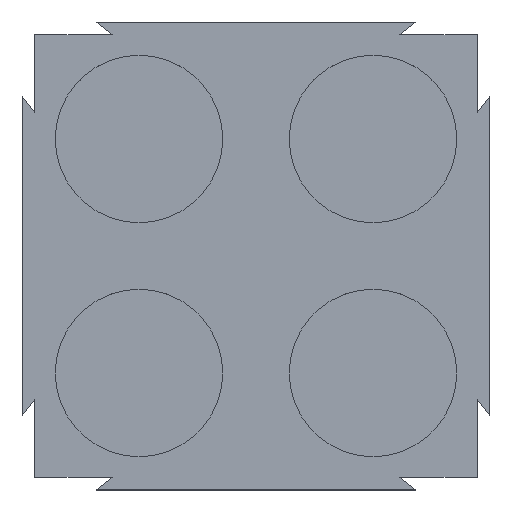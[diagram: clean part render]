
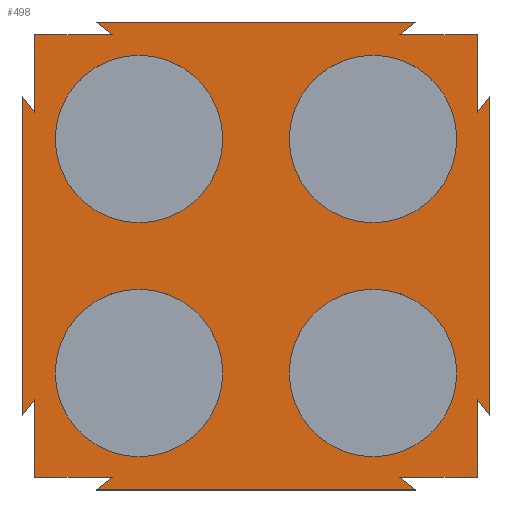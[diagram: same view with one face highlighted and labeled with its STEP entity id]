
A CAD part, top view. The second image highlights one B-rep face of the part: STEP entity #498.
In plain terms, the highlighted planar face has unit normal (0, 0, 1).
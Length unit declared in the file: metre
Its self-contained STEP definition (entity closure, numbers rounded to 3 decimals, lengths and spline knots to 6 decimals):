
#16=LINE('',#723,#76);
#17=LINE('',#726,#77);
#18=LINE('',#728,#78);
#19=LINE('',#730,#79);
#20=LINE('',#732,#80);
#21=LINE('',#734,#81);
#22=LINE('',#736,#82);
#23=LINE('',#738,#83);
#24=LINE('',#740,#84);
#25=LINE('',#742,#85);
#26=LINE('',#744,#86);
#27=LINE('',#746,#87);
#28=LINE('',#748,#88);
#29=LINE('',#750,#89);
#30=LINE('',#752,#90);
#31=LINE('',#754,#91);
#32=LINE('',#756,#92);
#33=LINE('',#758,#93);
#34=LINE('',#760,#94);
#35=LINE('',#762,#95);
#76=VECTOR('',#587,1.);
#77=VECTOR('',#588,1.);
#78=VECTOR('',#589,1.);
#79=VECTOR('',#590,1.);
#80=VECTOR('',#591,1.);
#81=VECTOR('',#592,1.);
#82=VECTOR('',#593,1.);
#83=VECTOR('',#594,1.);
#84=VECTOR('',#595,1.);
#85=VECTOR('',#596,1.);
#86=VECTOR('',#597,1.);
#87=VECTOR('',#598,1.);
#88=VECTOR('',#599,1.);
#89=VECTOR('',#600,1.);
#90=VECTOR('',#601,1.);
#91=VECTOR('',#602,1.);
#92=VECTOR('',#603,1.);
#93=VECTOR('',#604,1.);
#94=VECTOR('',#605,1.);
#95=VECTOR('',#606,1.);
#136=ORIENTED_EDGE('',*,*,#272,.T.);
#137=ORIENTED_EDGE('',*,*,#273,.F.);
#138=ORIENTED_EDGE('',*,*,#274,.F.);
#139=ORIENTED_EDGE('',*,*,#275,.F.);
#140=ORIENTED_EDGE('',*,*,#276,.T.);
#141=ORIENTED_EDGE('',*,*,#277,.F.);
#142=ORIENTED_EDGE('',*,*,#278,.T.);
#143=ORIENTED_EDGE('',*,*,#279,.F.);
#144=ORIENTED_EDGE('',*,*,#280,.F.);
#145=ORIENTED_EDGE('',*,*,#281,.F.);
#146=ORIENTED_EDGE('',*,*,#282,.F.);
#147=ORIENTED_EDGE('',*,*,#283,.T.);
#148=ORIENTED_EDGE('',*,*,#284,.F.);
#149=ORIENTED_EDGE('',*,*,#285,.F.);
#150=ORIENTED_EDGE('',*,*,#286,.F.);
#151=ORIENTED_EDGE('',*,*,#287,.T.);
#152=ORIENTED_EDGE('',*,*,#288,.T.);
#153=ORIENTED_EDGE('',*,*,#289,.F.);
#154=ORIENTED_EDGE('',*,*,#290,.F.);
#155=ORIENTED_EDGE('',*,*,#291,.T.);
#156=ORIENTED_EDGE('',*,*,#292,.T.);
#157=ORIENTED_EDGE('',*,*,#293,.T.);
#158=ORIENTED_EDGE('',*,*,#294,.F.);
#159=ORIENTED_EDGE('',*,*,#295,.T.);
#272=EDGE_CURVE('',#340,#340,#388,.T.);
#273=EDGE_CURVE('',#341,#341,#389,.T.);
#274=EDGE_CURVE('',#342,#343,#16,.T.);
#275=EDGE_CURVE('',#344,#342,#17,.F.);
#276=EDGE_CURVE('',#344,#345,#18,.F.);
#277=EDGE_CURVE('',#346,#345,#19,.F.);
#278=EDGE_CURVE('',#346,#347,#20,.F.);
#279=EDGE_CURVE('',#348,#347,#21,.F.);
#280=EDGE_CURVE('',#349,#348,#22,.F.);
#281=EDGE_CURVE('',#350,#349,#23,.F.);
#282=EDGE_CURVE('',#351,#350,#24,.F.);
#283=EDGE_CURVE('',#351,#352,#25,.F.);
#284=EDGE_CURVE('',#353,#352,#26,.F.);
#285=EDGE_CURVE('',#354,#353,#27,.F.);
#286=EDGE_CURVE('',#355,#354,#28,.F.);
#287=EDGE_CURVE('',#355,#356,#29,.F.);
#288=EDGE_CURVE('',#356,#357,#30,.F.);
#289=EDGE_CURVE('',#358,#357,#31,.T.);
#290=EDGE_CURVE('',#359,#358,#32,.F.);
#291=EDGE_CURVE('',#359,#360,#33,.F.);
#292=EDGE_CURVE('',#360,#361,#34,.F.);
#293=EDGE_CURVE('',#361,#343,#35,.F.);
#294=EDGE_CURVE('',#362,#362,#390,.T.);
#295=EDGE_CURVE('',#363,#363,#391,.T.);
#340=VERTEX_POINT('',#720);
#341=VERTEX_POINT('',#722);
#342=VERTEX_POINT('',#724);
#343=VERTEX_POINT('',#725);
#344=VERTEX_POINT('',#727);
#345=VERTEX_POINT('',#729);
#346=VERTEX_POINT('',#731);
#347=VERTEX_POINT('',#733);
#348=VERTEX_POINT('',#735);
#349=VERTEX_POINT('',#737);
#350=VERTEX_POINT('',#739);
#351=VERTEX_POINT('',#741);
#352=VERTEX_POINT('',#743);
#353=VERTEX_POINT('',#745);
#354=VERTEX_POINT('',#747);
#355=VERTEX_POINT('',#749);
#356=VERTEX_POINT('',#751);
#357=VERTEX_POINT('',#753);
#358=VERTEX_POINT('',#755);
#359=VERTEX_POINT('',#757);
#360=VERTEX_POINT('',#759);
#361=VERTEX_POINT('',#761);
#362=VERTEX_POINT('',#764);
#363=VERTEX_POINT('',#766);
#388=CIRCLE('',#542,0.026);
#389=CIRCLE('',#543,0.026);
#390=CIRCLE('',#544,0.026);
#391=CIRCLE('',#545,0.026);
#396=EDGE_LOOP('',(#136));
#397=EDGE_LOOP('',(#137));
#398=EDGE_LOOP('',(#138,#139,#140,#141,#142,#143,#144,#145,#146,#147,#148,
#149,#150,#151,#152,#153,#154,#155,#156,#157));
#399=EDGE_LOOP('',(#158));
#400=EDGE_LOOP('',(#159));
#434=FACE_BOUND('',#396,.T.);
#435=FACE_BOUND('',#397,.T.);
#436=FACE_BOUND('',#398,.T.);
#437=FACE_BOUND('',#399,.T.);
#438=FACE_BOUND('',#400,.T.);
#472=PLANE('',#541);
#498=ADVANCED_FACE('',(#434,#435,#436,#437,#438),#472,.T.);
#541=AXIS2_PLACEMENT_3D('',#718,#581,#582);
#542=AXIS2_PLACEMENT_3D('',#719,#583,#584);
#543=AXIS2_PLACEMENT_3D('',#721,#585,#586);
#544=AXIS2_PLACEMENT_3D('',#763,#607,#608);
#545=AXIS2_PLACEMENT_3D('',#765,#609,#610);
#581=DIRECTION('',(0.,0.,1.));
#582=DIRECTION('',(1.,0.,0.));
#583=DIRECTION('',(0.,0.,-1.));
#584=DIRECTION('',(1.,0.,0.));
#585=DIRECTION('',(0.,0.,1.));
#586=DIRECTION('',(1.,0.,0.));
#587=DIRECTION('',(0.,1.,0.));
#588=DIRECTION('',(0.625,0.781,0.));
#589=DIRECTION('',(0.,1.,0.));
#590=DIRECTION('',(1.,0.,0.));
#591=DIRECTION('',(0.781,0.625,0.));
#592=DIRECTION('',(1.,0.,0.));
#593=DIRECTION('',(-0.781,0.625,0.));
#594=DIRECTION('',(1.,0.,0.));
#595=DIRECTION('',(0.,1.,0.));
#596=DIRECTION('',(-0.625,0.781,0.));
#597=DIRECTION('',(0.,1.,0.));
#598=DIRECTION('',(-0.625,-0.781,0.));
#599=DIRECTION('',(0.,1.,0.));
#600=DIRECTION('',(1.,0.,0.));
#601=DIRECTION('',(-0.781,-0.625,0.));
#602=DIRECTION('',(1.,0.,0.));
#603=DIRECTION('',(0.781,-0.625,0.));
#604=DIRECTION('',(1.,0.,0.));
#605=DIRECTION('',(0.,1.,0.));
#606=DIRECTION('',(0.625,-0.781,0.));
#607=DIRECTION('',(0.,0.,1.));
#608=DIRECTION('',(1.,0.,0.));
#609=DIRECTION('',(0.,0.,-1.));
#610=DIRECTION('',(1.,0.,0.));
#718=CARTESIAN_POINT('',(0.,0.,0.00635));
#719=CARTESIAN_POINT('',(0.036315,0.036315,0.00635));
#720=CARTESIAN_POINT('',(0.062315,0.036315,0.00635));
#721=CARTESIAN_POINT('',(-0.036315,0.036315,0.00635));
#722=CARTESIAN_POINT('',(-0.010315,0.036315,0.00635));
#723=CARTESIAN_POINT('',(-0.07263,0.,0.00635));
#724=CARTESIAN_POINT('',(-0.07263,-0.049658,0.00635));
#725=CARTESIAN_POINT('',(-0.07263,0.049658,0.00635));
#726=CARTESIAN_POINT('',(-0.070844,-0.047425,0.00635));
#727=CARTESIAN_POINT('',(-0.06863,-0.044658,0.00635));
#728=CARTESIAN_POINT('',(-0.06863,-0.056875,0.00635));
#729=CARTESIAN_POINT('',(-0.06863,-0.06863,0.00635));
#730=CARTESIAN_POINT('',(-0.056875,-0.06863,0.00635));
#731=CARTESIAN_POINT('',(-0.044658,-0.06863,0.00635));
#732=CARTESIAN_POINT('',(-0.047425,-0.070844,0.00635));
#733=CARTESIAN_POINT('',(-0.049658,-0.07263,0.00635));
#734=CARTESIAN_POINT('',(0.,-0.07263,0.00635));
#735=CARTESIAN_POINT('',(0.049658,-0.07263,0.00635));
#736=CARTESIAN_POINT('',(0.047425,-0.070844,0.00635));
#737=CARTESIAN_POINT('',(0.044658,-0.06863,0.00635));
#738=CARTESIAN_POINT('',(0.056875,-0.06863,0.00635));
#739=CARTESIAN_POINT('',(0.06863,-0.06863,0.00635));
#740=CARTESIAN_POINT('',(0.06863,-0.056875,0.00635));
#741=CARTESIAN_POINT('',(0.06863,-0.044658,0.00635));
#742=CARTESIAN_POINT('',(0.070844,-0.047425,0.00635));
#743=CARTESIAN_POINT('',(0.07263,-0.049658,0.00635));
#744=CARTESIAN_POINT('',(0.07263,0.,0.00635));
#745=CARTESIAN_POINT('',(0.07263,0.049658,0.00635));
#746=CARTESIAN_POINT('',(0.070844,0.047425,0.00635));
#747=CARTESIAN_POINT('',(0.06863,0.044658,0.00635));
#748=CARTESIAN_POINT('',(0.06863,0.056875,0.00635));
#749=CARTESIAN_POINT('',(0.06863,0.06863,0.00635));
#750=CARTESIAN_POINT('',(0.056875,0.06863,0.00635));
#751=CARTESIAN_POINT('',(0.044658,0.06863,0.00635));
#752=CARTESIAN_POINT('',(0.047425,0.070844,0.00635));
#753=CARTESIAN_POINT('',(0.049658,0.07263,0.00635));
#754=CARTESIAN_POINT('',(0.,0.07263,0.00635));
#755=CARTESIAN_POINT('',(-0.049658,0.07263,0.00635));
#756=CARTESIAN_POINT('',(-0.047425,0.070844,0.00635));
#757=CARTESIAN_POINT('',(-0.044658,0.06863,0.00635));
#758=CARTESIAN_POINT('',(-0.056875,0.06863,0.00635));
#759=CARTESIAN_POINT('',(-0.06863,0.06863,0.00635));
#760=CARTESIAN_POINT('',(-0.06863,0.056875,0.00635));
#761=CARTESIAN_POINT('',(-0.06863,0.044658,0.00635));
#762=CARTESIAN_POINT('',(-0.070844,0.047425,0.00635));
#763=CARTESIAN_POINT('',(0.036315,-0.036315,0.00635));
#764=CARTESIAN_POINT('',(0.062315,-0.036315,0.00635));
#765=CARTESIAN_POINT('',(-0.036315,-0.036315,0.00635));
#766=CARTESIAN_POINT('',(-0.010315,-0.036315,0.00635));
